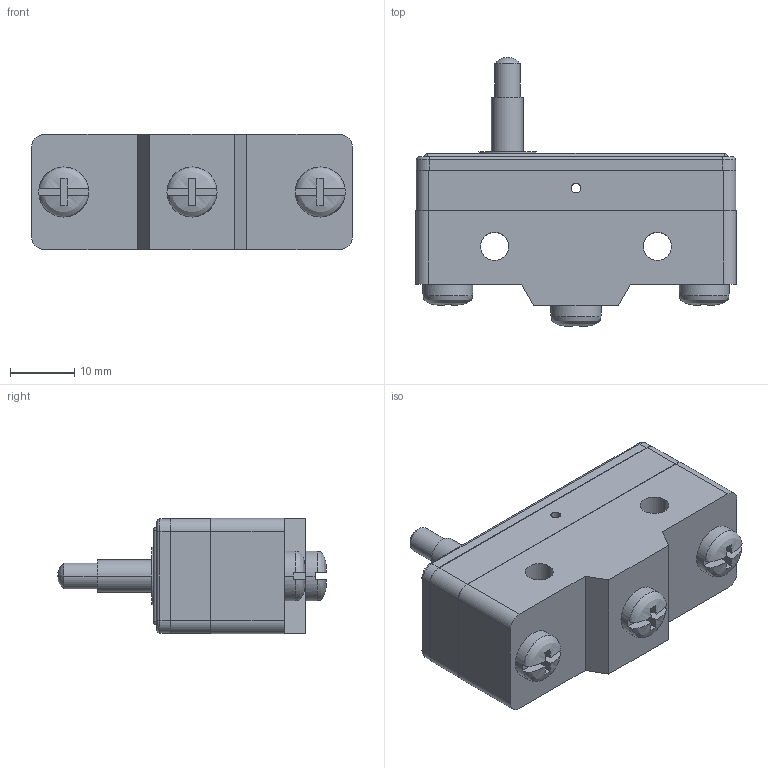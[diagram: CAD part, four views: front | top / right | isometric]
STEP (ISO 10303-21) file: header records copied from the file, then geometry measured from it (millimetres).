
FILE_DESCRIPTION((''),'2;1');
FILE_NAME('LA167-Z1-305','2024-11-19T',('Administrator'),('zyb.com'),'PRO/ENGINEER BY PARAMETRIC TECHNOLOGY CORPORATION, 2010280','PRO/ENGINEER BY PARAMETRIC TECHNOLOGY CORPORATION, 2010280','');
FILE_SCHEMA(('CONFIG_CONTROL_DESIGN'));
Length unit declared in the file: millimetre
Products named in the file (1): LA167-Z1-305
Bounding box: 50 x 42 x 18 mm (x, y, z)
Volume: 19052.6 mm3; surface area: 5614.2 mm2
Topology: 1 solids, 1 shells, 110 faces, 286 edges, 185 vertices
Faces by surface type: plane 50, cylinder 44, bspline 6, sphere 6, torus 4
Entity records: 4696 total; most frequent: CARTESIAN_POINT 1923, DIRECTION 578, ORIENTED_EDGE 568, EDGE_CURVE 284, AXIS2_PLACEMENT_3D 214, VERTEX_POINT 185, VECTOR 150, LINE 150
